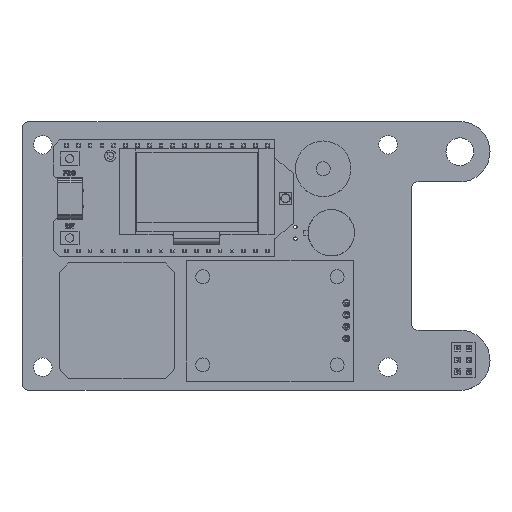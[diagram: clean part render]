
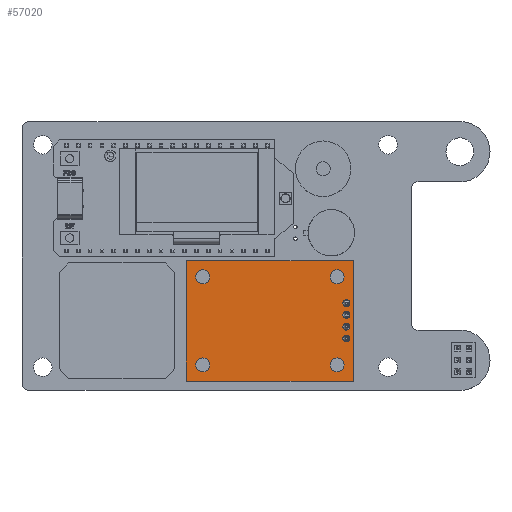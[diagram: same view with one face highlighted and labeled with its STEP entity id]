
A CAD part, top view. The second image highlights one B-rep face of the part: STEP entity #57020.
In plain terms, the highlighted planar face has unit normal (0, 0, 1).
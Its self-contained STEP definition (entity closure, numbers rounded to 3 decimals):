
#56793 = VERTEX_POINT('',#56794);
#56794 = CARTESIAN_POINT('',(-18.,13.,1.5));
#56800 = EDGE_CURVE('',#56793,#56801,#56803,.T.);
#56801 = VERTEX_POINT('',#56802);
#56802 = CARTESIAN_POINT('',(-18.,-13.,1.5));
#56803 = LINE('',#56804,#56805);
#56804 = CARTESIAN_POINT('',(-18.,13.,1.5));
#56805 = VECTOR('',#56806,1.);
#56806 = DIRECTION('',(0.,-1.,0.));
#56824 = VERTEX_POINT('',#56825);
#56825 = CARTESIAN_POINT('',(18.,13.,1.5));
#56831 = EDGE_CURVE('',#56824,#56793,#56832,.T.);
#56832 = LINE('',#56833,#56834);
#56833 = CARTESIAN_POINT('',(18.,13.,1.5));
#56834 = VECTOR('',#56835,1.);
#56835 = DIRECTION('',(-1.,0.,0.));
#56848 = EDGE_CURVE('',#56801,#56849,#56851,.T.);
#56849 = VERTEX_POINT('',#56850);
#56850 = CARTESIAN_POINT('',(18.,-13.,1.5));
#56851 = LINE('',#56852,#56853);
#56852 = CARTESIAN_POINT('',(-18.,-13.,1.5));
#56853 = VECTOR('',#56854,1.);
#56854 = DIRECTION('',(1.,0.,0.));
#56872 = EDGE_CURVE('',#56849,#56824,#56873,.T.);
#56873 = LINE('',#56874,#56875);
#56874 = CARTESIAN_POINT('',(18.,-13.,1.5));
#56875 = VECTOR('',#56876,1.);
#56876 = DIRECTION('',(0.,1.,0.));
#56890 = VERTEX_POINT('',#56891);
#56891 = CARTESIAN_POINT('',(-13.,-9.5,1.5));
#56897 = EDGE_CURVE('',#56890,#56890,#56898,.T.);
#56898 = CIRCLE('',#56899,1.5);
#56899 = AXIS2_PLACEMENT_3D('',#56900,#56901,#56902);
#56900 = CARTESIAN_POINT('',(-14.5,-9.5,1.5));
#56901 = DIRECTION('',(0.,0.,1.));
#56902 = DIRECTION('',(1.,0.,-0.));
#56915 = VERTEX_POINT('',#56916);
#56916 = CARTESIAN_POINT('',(16.,-9.5,1.5));
#56922 = EDGE_CURVE('',#56915,#56915,#56923,.T.);
#56923 = CIRCLE('',#56924,1.5);
#56924 = AXIS2_PLACEMENT_3D('',#56925,#56926,#56927);
#56925 = CARTESIAN_POINT('',(14.5,-9.5,1.5));
#56926 = DIRECTION('',(0.,0.,1.));
#56927 = DIRECTION('',(1.,0.,-0.));
#56940 = VERTEX_POINT('',#56941);
#56941 = CARTESIAN_POINT('',(-13.,9.5,1.5));
#56947 = EDGE_CURVE('',#56940,#56940,#56948,.T.);
#56948 = CIRCLE('',#56949,1.5);
#56949 = AXIS2_PLACEMENT_3D('',#56950,#56951,#56952);
#56950 = CARTESIAN_POINT('',(-14.5,9.5,1.5));
#56951 = DIRECTION('',(0.,0.,1.));
#56952 = DIRECTION('',(1.,0.,-0.));
#56965 = VERTEX_POINT('',#56966);
#56966 = CARTESIAN_POINT('',(16.,9.5,1.5));
#56972 = EDGE_CURVE('',#56965,#56965,#56973,.T.);
#56973 = CIRCLE('',#56974,1.5);
#56974 = AXIS2_PLACEMENT_3D('',#56975,#56976,#56977);
#56975 = CARTESIAN_POINT('',(14.5,9.5,1.5));
#56976 = DIRECTION('',(0.,0.,1.));
#56977 = DIRECTION('',(1.,0.,-0.));
#57020 = ADVANCED_FACE('',(#57021,#57027,#57030,#57033,#57036,#57039,
    #57050,#57061,#57072),#57083,.T.);
#57021 = FACE_BOUND('',#57022,.T.);
#57022 = EDGE_LOOP('',(#57023,#57024,#57025,#57026));
#57023 = ORIENTED_EDGE('',*,*,#56800,.T.);
#57024 = ORIENTED_EDGE('',*,*,#56848,.T.);
#57025 = ORIENTED_EDGE('',*,*,#56872,.T.);
#57026 = ORIENTED_EDGE('',*,*,#56831,.T.);
#57027 = FACE_BOUND('',#57028,.F.);
#57028 = EDGE_LOOP('',(#57029));
#57029 = ORIENTED_EDGE('',*,*,#56897,.T.);
#57030 = FACE_BOUND('',#57031,.F.);
#57031 = EDGE_LOOP('',(#57032));
#57032 = ORIENTED_EDGE('',*,*,#56922,.T.);
#57033 = FACE_BOUND('',#57034,.F.);
#57034 = EDGE_LOOP('',(#57035));
#57035 = ORIENTED_EDGE('',*,*,#56972,.T.);
#57036 = FACE_BOUND('',#57037,.F.);
#57037 = EDGE_LOOP('',(#57038));
#57038 = ORIENTED_EDGE('',*,*,#56947,.T.);
#57039 = FACE_BOUND('',#57040,.F.);
#57040 = EDGE_LOOP('',(#57041));
#57041 = ORIENTED_EDGE('',*,*,#57042,.T.);
#57042 = EDGE_CURVE('',#57043,#57043,#57045,.T.);
#57043 = VERTEX_POINT('',#57044);
#57044 = CARTESIAN_POINT('',(-15.75,-3.81,1.5));
#57045 = CIRCLE('',#57046,0.75);
#57046 = AXIS2_PLACEMENT_3D('',#57047,#57048,#57049);
#57047 = CARTESIAN_POINT('',(-16.5,-3.81,1.5));
#57048 = DIRECTION('',(0.,0.,1.));
#57049 = DIRECTION('',(1.,0.,-0.));
#57050 = FACE_BOUND('',#57051,.F.);
#57051 = EDGE_LOOP('',(#57052));
#57052 = ORIENTED_EDGE('',*,*,#57053,.T.);
#57053 = EDGE_CURVE('',#57054,#57054,#57056,.T.);
#57054 = VERTEX_POINT('',#57055);
#57055 = CARTESIAN_POINT('',(-15.75,3.81,1.5));
#57056 = CIRCLE('',#57057,0.75);
#57057 = AXIS2_PLACEMENT_3D('',#57058,#57059,#57060);
#57058 = CARTESIAN_POINT('',(-16.5,3.81,1.5));
#57059 = DIRECTION('',(0.,0.,1.));
#57060 = DIRECTION('',(1.,0.,-0.));
#57061 = FACE_BOUND('',#57062,.F.);
#57062 = EDGE_LOOP('',(#57063));
#57063 = ORIENTED_EDGE('',*,*,#57064,.T.);
#57064 = EDGE_CURVE('',#57065,#57065,#57067,.T.);
#57065 = VERTEX_POINT('',#57066);
#57066 = CARTESIAN_POINT('',(-15.75,-1.27,1.5));
#57067 = CIRCLE('',#57068,0.75);
#57068 = AXIS2_PLACEMENT_3D('',#57069,#57070,#57071);
#57069 = CARTESIAN_POINT('',(-16.5,-1.27,1.5));
#57070 = DIRECTION('',(0.,0.,1.));
#57071 = DIRECTION('',(1.,0.,-0.));
#57072 = FACE_BOUND('',#57073,.F.);
#57073 = EDGE_LOOP('',(#57074));
#57074 = ORIENTED_EDGE('',*,*,#57075,.T.);
#57075 = EDGE_CURVE('',#57076,#57076,#57078,.T.);
#57076 = VERTEX_POINT('',#57077);
#57077 = CARTESIAN_POINT('',(-15.75,1.27,1.5));
#57078 = CIRCLE('',#57079,0.75);
#57079 = AXIS2_PLACEMENT_3D('',#57080,#57081,#57082);
#57080 = CARTESIAN_POINT('',(-16.5,1.27,1.5));
#57081 = DIRECTION('',(0.,0.,1.));
#57082 = DIRECTION('',(1.,0.,-0.));
#57083 = PLANE('',#57084);
#57084 = AXIS2_PLACEMENT_3D('',#57085,#57086,#57087);
#57085 = CARTESIAN_POINT('',(-1.506,0.,1.5));
#57086 = DIRECTION('',(0.,0.,1.));
#57087 = DIRECTION('',(1.,0.,-0.));
